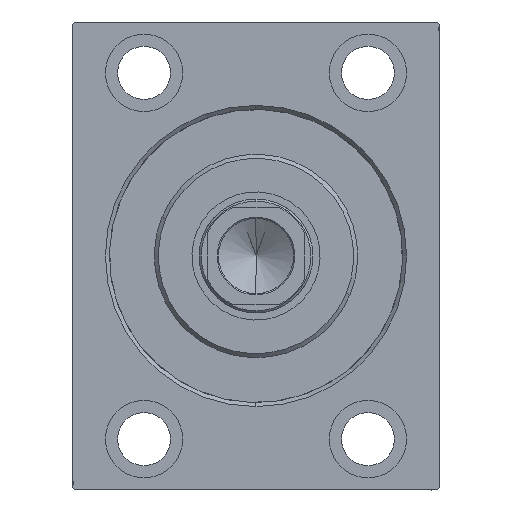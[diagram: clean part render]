
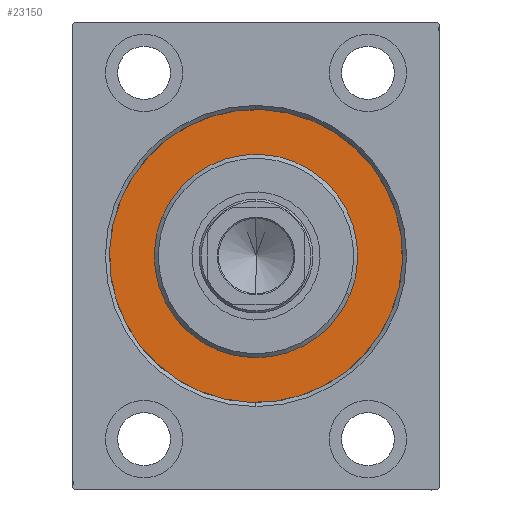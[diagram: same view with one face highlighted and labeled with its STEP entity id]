
A CAD part, left-side view. The second image highlights one B-rep face of the part: STEP entity #23150.
In plain terms, the highlighted face is planar.
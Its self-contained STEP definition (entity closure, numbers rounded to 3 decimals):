
#81 = CARTESIAN_POINT ( 'NONE',  ( 0., 0., 0. ) ) ;
#382 = FACE_BOUND ( 'NONE', #9504, .T. ) ;
#1358 = VERTEX_POINT ( 'NONE', #38976 ) ;
#3156 = VERTEX_POINT ( 'NONE', #10431 ) ;
#3732 = DIRECTION ( 'NONE',  ( -1., 0., 0. ) ) ;
#4977 = CIRCLE ( 'NONE', #26300, 36. ) ;
#5225 = AXIS2_PLACEMENT_3D ( 'NONE', #20212, #10633, #20883 ) ;
#6334 = VERTEX_POINT ( 'NONE', #39598 ) ;
#7437 = DIRECTION ( 'NONE',  ( 0., 0., -1. ) ) ;
#8494 = EDGE_CURVE ( 'NONE', #1358, #6334, #4977, .T. ) ;
#9174 = CIRCLE ( 'NONE', #14863, 25. ) ;
#9504 = EDGE_LOOP ( 'NONE', ( #42365, #27631 ) ) ;
#10431 = CARTESIAN_POINT ( 'NONE',  ( 0., 0., -25. ) ) ;
#10633 = DIRECTION ( 'NONE',  ( -1., 0., 0. ) ) ;
#11761 = CARTESIAN_POINT ( 'NONE',  ( 0., 0., 0. ) ) ;
#12208 = EDGE_LOOP ( 'NONE', ( #14064, #31781 ) ) ;
#12321 = CARTESIAN_POINT ( 'NONE',  ( 0., 0., 25. ) ) ;
#13333 = CARTESIAN_POINT ( 'NONE',  ( 0., 0., 0. ) ) ;
#13426 = AXIS2_PLACEMENT_3D ( 'NONE', #81, #37975, #7437 ) ;
#14064 = ORIENTED_EDGE ( 'NONE', *, *, #8494, .F. ) ;
#14446 = DIRECTION ( 'NONE',  ( 0., 0., -1. ) ) ;
#14863 = AXIS2_PLACEMENT_3D ( 'NONE', #11761, #31372, #14446 ) ;
#20212 = CARTESIAN_POINT ( 'NONE',  ( 0., 0., 0. ) ) ;
#20426 = DIRECTION ( 'NONE',  ( 0., 0., 1. ) ) ;
#20554 = CIRCLE ( 'NONE', #13426, 25. ) ;
#20883 = DIRECTION ( 'NONE',  ( 0., 0., 1. ) ) ;
#23150 = ADVANCED_FACE ( 'NONE', ( #382, #40506 ), #37164, .F. ) ;
#26300 = AXIS2_PLACEMENT_3D ( 'NONE', #27337, #3732, #20426 ) ;
#26748 = EDGE_CURVE ( 'NONE', #6334, #1358, #35170, .T. ) ;
#26919 = DIRECTION ( 'NONE',  ( 0., 0., 1. ) ) ;
#27337 = CARTESIAN_POINT ( 'NONE',  ( 0., 0., 0. ) ) ;
#27631 = ORIENTED_EDGE ( 'NONE', *, *, #35241, .F. ) ;
#29509 = AXIS2_PLACEMENT_3D ( 'NONE', #13333, #41206, #26919 ) ;
#31372 = DIRECTION ( 'NONE',  ( 1., 0., 0. ) ) ;
#31781 = ORIENTED_EDGE ( 'NONE', *, *, #26748, .F. ) ;
#34689 = VERTEX_POINT ( 'NONE', #12321 ) ;
#35170 = CIRCLE ( 'NONE', #29509, 36. ) ;
#35241 = EDGE_CURVE ( 'NONE', #3156, #34689, #9174, .T. ) ;
#35434 = EDGE_CURVE ( 'NONE', #34689, #3156, #20554, .T. ) ;
#37164 = PLANE ( 'NONE',  #5225 ) ;
#37975 = DIRECTION ( 'NONE',  ( 1., 0., 0. ) ) ;
#38976 = CARTESIAN_POINT ( 'NONE',  ( 0., 0., -36. ) ) ;
#39598 = CARTESIAN_POINT ( 'NONE',  ( 0., 0., 36. ) ) ;
#40506 = FACE_OUTER_BOUND ( 'NONE', #12208, .T. ) ;
#41206 = DIRECTION ( 'NONE',  ( -1., 0., 0. ) ) ;
#42365 = ORIENTED_EDGE ( 'NONE', *, *, #35434, .F. ) ;
